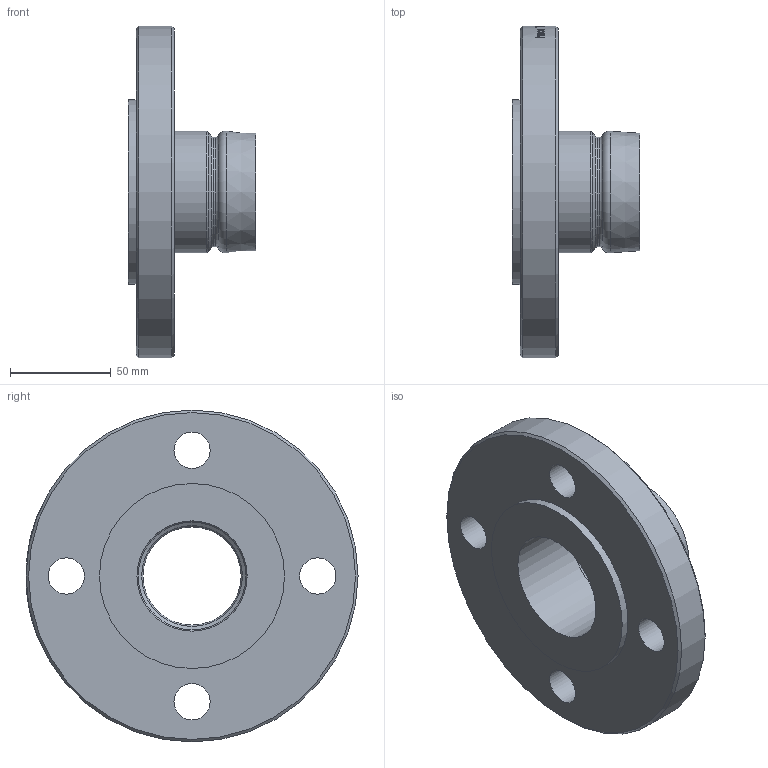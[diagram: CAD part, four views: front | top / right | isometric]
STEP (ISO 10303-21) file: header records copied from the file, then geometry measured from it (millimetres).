
FILE_DESCRIPTION (( 'STEP AP214' ), '1' );
FILE_NAME ('V100-FL-060-00-x Typ E498 PN10-16 DN50 200 Ø60,3 1812.STEP', '2018-12-27T08:49:05', ( '' ), ( '' ), 'SwSTEP 2.0', 'SolidWorks 2016', '' );
FILE_SCHEMA (( 'AUTOMOTIVE_DESIGN' ));
Length unit declared in the file: inch
Products named in the file (1): V100-FL-060-00-x Typ E498 PN10-16 DN50 200 Ø60,3 1812
Bounding box: 63.5 x 165.03 x 165 mm (x, y, z)
Volume: 380692.4 mm3; surface area: 69802.1 mm2
Topology: 1 solids, 1 shells, 211 faces, 527 edges, 348 vertices
Faces by surface type: bspline 98, plane 62, cylinder 37, torus 8, cone 6
Full cylindrical faces by diameter (mm): 18 x4, 48.793 x1, 54.331 x1, 54.788 x1, 60.325 x1, 91.948 x1, 165 x1
Entity records: 13178 total; most frequent: CARTESIAN_POINT 6593, ORIENTED_EDGE 996, DIRECTION 591, EDGE_CURVE 498, VERTEX_POINT 343, EDGE_LOOP 275, FACE_OUTER_BOUND 229, B_SPLINE_CURVE_WITH_KNOTS 218
